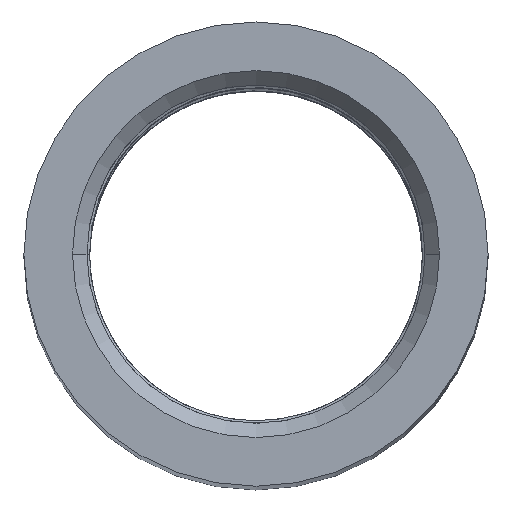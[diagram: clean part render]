
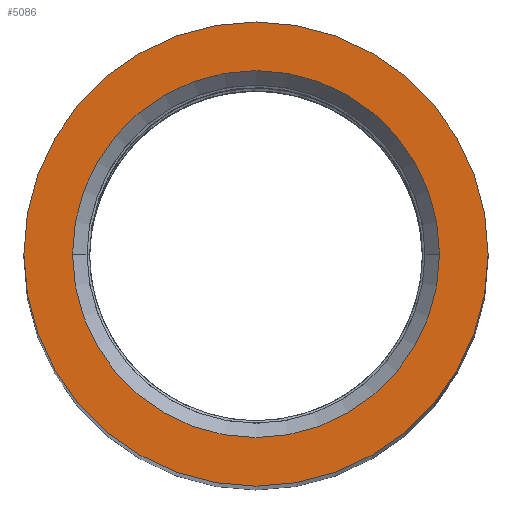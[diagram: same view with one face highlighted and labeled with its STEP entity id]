
A CAD part, top view. The second image highlights one B-rep face of the part: STEP entity #5086.
In plain terms, the highlighted planar face has unit normal (0, 0, 1).
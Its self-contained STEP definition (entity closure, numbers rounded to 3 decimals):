
#152 = DIRECTION ( 'NONE',  ( 1., 0., 0. ) ) ;
#263 = CIRCLE ( 'NONE', #558, 16. ) ;
#501 = VERTEX_POINT ( 'NONE', #6527 ) ;
#558 = AXIS2_PLACEMENT_3D ( 'NONE', #6727, #8133, #3789 ) ;
#733 = EDGE_LOOP ( 'NONE', ( #961, #4667 ) ) ;
#741 = DIRECTION ( 'NONE',  ( 0., 0., -1. ) ) ;
#837 = DIRECTION ( 'NONE',  ( 0., 0., 1. ) ) ;
#938 = CARTESIAN_POINT ( 'NONE',  ( 0., 0., 150. ) ) ;
#961 = ORIENTED_EDGE ( 'NONE', *, *, #6065, .T. ) ;
#987 = AXIS2_PLACEMENT_3D ( 'NONE', #938, #1125, #2480 ) ;
#1125 = DIRECTION ( 'NONE',  ( 0., 0., 1. ) ) ;
#1145 = EDGE_CURVE ( 'NONE', #6493, #1624, #7086, .T. ) ;
#1439 = CARTESIAN_POINT ( 'NONE',  ( 0., 0., 150. ) ) ;
#1615 = FACE_OUTER_BOUND ( 'NONE', #7784, .T. ) ;
#1624 = VERTEX_POINT ( 'NONE', #2482 ) ;
#2325 = DIRECTION ( 'NONE',  ( 1., 0., 0. ) ) ;
#2480 = DIRECTION ( 'NONE',  ( 1., 0., 0. ) ) ;
#2482 = CARTESIAN_POINT ( 'NONE',  ( 16., 0., 150. ) ) ;
#2635 = CIRCLE ( 'NONE', #8300, 12.65 ) ;
#3072 = PLANE ( 'NONE',  #3135 ) ;
#3135 = AXIS2_PLACEMENT_3D ( 'NONE', #8116, #837, #2325 ) ;
#3585 = DIRECTION ( 'NONE',  ( 1., 0., 0. ) ) ;
#3772 = CARTESIAN_POINT ( 'NONE',  ( -12.65, 0., 150. ) ) ;
#3789 = DIRECTION ( 'NONE',  ( 1., 0., 0. ) ) ;
#3891 = CARTESIAN_POINT ( 'NONE',  ( -16., 0., 150. ) ) ;
#3975 = VERTEX_POINT ( 'NONE', #3772 ) ;
#4092 = EDGE_CURVE ( 'NONE', #3975, #501, #2635, .T. ) ;
#4372 = EDGE_CURVE ( 'NONE', #1624, #6493, #263, .T. ) ;
#4644 = DIRECTION ( 'NONE',  ( 0., 0., -1. ) ) ;
#4667 = ORIENTED_EDGE ( 'NONE', *, *, #4092, .T. ) ;
#4997 = ORIENTED_EDGE ( 'NONE', *, *, #1145, .T. ) ;
#5086 = ADVANCED_FACE ( 'NONE', ( #8778, #1615 ), #3072, .T. ) ;
#5976 = AXIS2_PLACEMENT_3D ( 'NONE', #1439, #741, #3585 ) ;
#6065 = EDGE_CURVE ( 'NONE', #501, #3975, #8495, .T. ) ;
#6267 = ORIENTED_EDGE ( 'NONE', *, *, #4372, .T. ) ;
#6493 = VERTEX_POINT ( 'NONE', #3891 ) ;
#6527 = CARTESIAN_POINT ( 'NONE',  ( 12.65, 0., 150. ) ) ;
#6549 = CARTESIAN_POINT ( 'NONE',  ( 0., 0., 150. ) ) ;
#6727 = CARTESIAN_POINT ( 'NONE',  ( 0., 0., 150. ) ) ;
#7086 = CIRCLE ( 'NONE', #987, 16. ) ;
#7784 = EDGE_LOOP ( 'NONE', ( #4997, #6267 ) ) ;
#8116 = CARTESIAN_POINT ( 'NONE',  ( 0., 0., 150. ) ) ;
#8133 = DIRECTION ( 'NONE',  ( 0., 0., 1. ) ) ;
#8300 = AXIS2_PLACEMENT_3D ( 'NONE', #6549, #4644, #152 ) ;
#8495 = CIRCLE ( 'NONE', #5976, 12.65 ) ;
#8778 = FACE_BOUND ( 'NONE', #733, .T. ) ;
